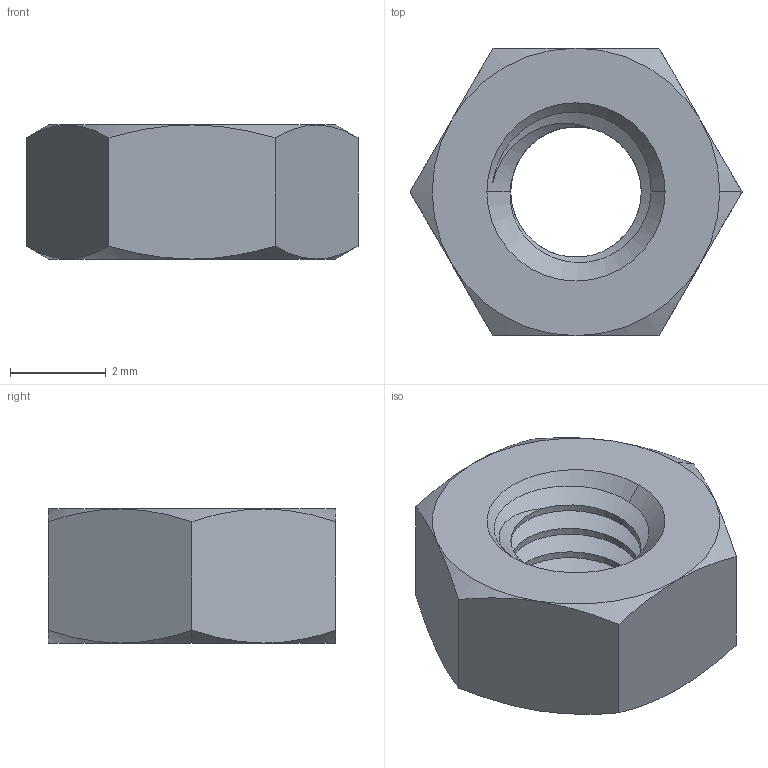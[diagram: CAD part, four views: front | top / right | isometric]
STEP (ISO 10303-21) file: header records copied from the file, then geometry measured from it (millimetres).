
FILE_DESCRIPTION (( 'STEP AP214' ), '1' );
FILE_NAME ('M3.5 Nut.STEP', '2019-05-01T13:48:14', ( '' ), ( '' ), 'SwSTEP 2.0', 'SolidWorks 2018', '' );
FILE_SCHEMA (( 'AUTOMOTIVE_DESIGN' ));
Length unit declared in the file: millimetre
Products named in the file (1): M3.5 Nut
Bounding box: 6.93 x 6 x 2.8 mm (x, y, z)
Volume: 65.3 mm3; surface area: 142.5 mm2
Topology: 1 solids, 1 shells, 35 faces, 85 edges, 52 vertices
Faces by surface type: cone 18, plane 8, cylinder 7, bspline 2
Entity records: 1642 total; most frequent: CARTESIAN_POINT 887, ORIENTED_EDGE 170, DIRECTION 126, EDGE_CURVE 85, AXIS2_PLACEMENT_3D 54, VERTEX_POINT 52, EDGE_LOOP 37, ADVANCED_FACE 35
